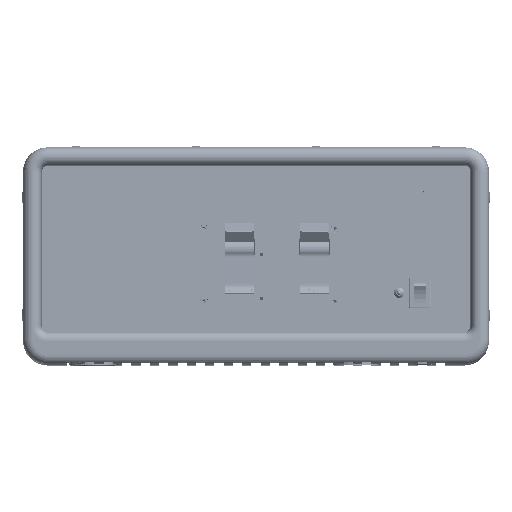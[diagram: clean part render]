
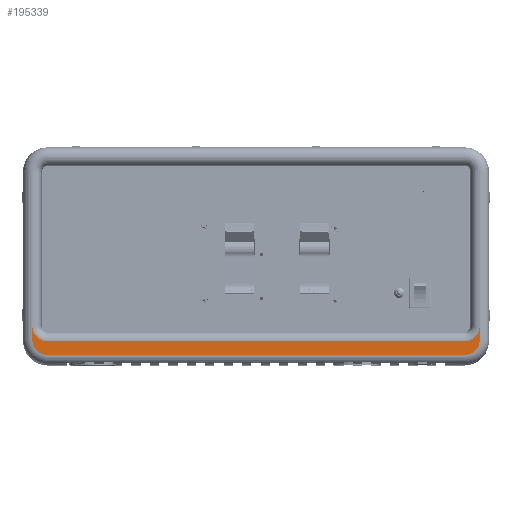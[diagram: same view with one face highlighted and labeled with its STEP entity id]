
A CAD part, top view. The second image highlights one B-rep face of the part: STEP entity #195339.
In plain terms, the highlighted planar face has unit normal (0, 0, 1).
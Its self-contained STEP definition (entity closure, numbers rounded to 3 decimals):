
#2536 = AXIS2_PLACEMENT_3D ( 'NONE', #211521, #211524, #211526 ) ;
#5289 = CARTESIAN_POINT ( 'NONE',  ( 10.42, 0.889, 7.35 ) ) ;
#5291 = DIRECTION ( 'NONE',  ( 0., 0., 1. ) ) ;
#5294 = DIRECTION ( 'NONE',  ( -1., 0., 0. ) ) ;
#28317 = CARTESIAN_POINT ( 'NONE',  ( 297.186, -9.525, 7.35 ) ) ;
#28320 = DIRECTION ( 'NONE',  ( 1., 0., 0. ) ) ;
#38393 = EDGE_LOOP ( 'NONE', ( #39520, #39513, #39508, #39551, #39545, #39560, #39537, #39532 ) ) ;
#39508 = ORIENTED_EDGE ( 'NONE', *, *, #156078, .T. ) ;
#39513 = ORIENTED_EDGE ( 'NONE', *, *, #156082, .T. ) ;
#39520 = ORIENTED_EDGE ( 'NONE', *, *, #157108, .T. ) ;
#39532 = ORIENTED_EDGE ( 'NONE', *, *, #157655, .T. ) ;
#39537 = ORIENTED_EDGE ( 'NONE', *, *, #90653, .T. ) ;
#39545 = ORIENTED_EDGE ( 'NONE', *, *, #156072, .T. ) ;
#39551 = ORIENTED_EDGE ( 'NONE', *, *, #156075, .T. ) ;
#39560 = ORIENTED_EDGE ( 'NONE', *, *, #156065, .T. ) ;
#90653 = EDGE_CURVE ( 'NONE', #257259, #127539, #143963, .T. ) ;
#126568 = VERTEX_POINT ( 'NONE', #237183 ) ;
#127211 = VERTEX_POINT ( 'NONE', #237504 ) ;
#127539 = VERTEX_POINT ( 'NONE', #237663 ) ;
#127765 = VERTEX_POINT ( 'NONE', #237863 ) ;
#128093 = CARTESIAN_POINT ( 'NONE',  ( 0.006, 116.586, 7.35 ) ) ;
#128094 = DIRECTION ( 'NONE',  ( 0., -1., 0. ) ) ;
#128116 = CARTESIAN_POINT ( 'NONE',  ( 10.42, 10.414, 7.35 ) ) ;
#128117 = DIRECTION ( 'NONE',  ( 0., 0., -1. ) ) ;
#128118 = DIRECTION ( 'NONE',  ( -1., 0., 0. ) ) ;
#128119 = DIRECTION ( 'NONE',  ( -1., 0., 0. ) ) ;
#128123 = CARTESIAN_POINT ( 'NONE',  ( 297.186, 0., 7.35 ) ) ;
#128134 = CARTESIAN_POINT ( 'NONE',  ( 297.186, 10.414, 7.35 ) ) ;
#128135 = DIRECTION ( 'NONE',  ( 0., 0., -1. ) ) ;
#128136 = DIRECTION ( 'NONE',  ( -1., 0., 0. ) ) ;
#128143 = CARTESIAN_POINT ( 'NONE',  ( 307.6, 116.586, 7.35 ) ) ;
#128144 = DIRECTION ( 'NONE',  ( 0., 1., 0. ) ) ;
#134652 = CARTESIAN_POINT ( 'NONE',  ( 0.006, 0.889, 7.35 ) ) ;
#136044 = CARTESIAN_POINT ( 'NONE',  ( 297.186, -9.525, 7.35 ) ) ;
#137681 = CARTESIAN_POINT ( 'NONE',  ( 0.006, 10.414, 7.35 ) ) ;
#137966 = CARTESIAN_POINT ( 'NONE',  ( 307.6, 0.889, 7.35 ) ) ;
#143963 = CIRCLE ( 'NONE', #253423, 10.414 ) ;
#144052 = LINE ( 'NONE', #128093, #144062 ) ;
#144062 = VECTOR ( 'NONE', #128094, 1000. ) ;
#144093 = CIRCLE ( 'NONE', #253477, 10.414 ) ;
#144101 = LINE ( 'NONE', #128123, #144120 ) ;
#144120 = VECTOR ( 'NONE', #128119, 1000. ) ;
#144132 = CIRCLE ( 'NONE', #253489, 10.414 ) ;
#144151 = LINE ( 'NONE', #128143, #144163 ) ;
#144163 = VECTOR ( 'NONE', #128144, 1000. ) ;
#145603 = CIRCLE ( 'NONE', #254374, 10.414 ) ;
#145891 = LINE ( 'NONE', #28317, #145894 ) ;
#145894 = VECTOR ( 'NONE', #28320, 1000. ) ;
#156065 = EDGE_CURVE ( 'NONE', #261292, #257259, #144052, .T. ) ;
#156072 = EDGE_CURVE ( 'NONE', #126568, #261292, #144093, .T. ) ;
#156075 = EDGE_CURVE ( 'NONE', #127211, #126568, #144101, .T. ) ;
#156078 = EDGE_CURVE ( 'NONE', #127765, #127211, #144132, .T. ) ;
#156082 = EDGE_CURVE ( 'NONE', #261587, #127765, #144151, .T. ) ;
#157108 = EDGE_CURVE ( 'NONE', #258628, #261587, #145603, .T. ) ;
#157655 = EDGE_CURVE ( 'NONE', #127539, #258628, #145891, .T. ) ;
#195339 = ADVANCED_FACE ( 'NONE', ( #246567 ), #211470, .F. ) ;
#211470 = PLANE ( 'NONE',  #2536 ) ;
#211521 = CARTESIAN_POINT ( 'NONE',  ( 297.186, 116.586, 7.35 ) ) ;
#211524 = DIRECTION ( 'NONE',  ( 0., 0., -1. ) ) ;
#211526 = DIRECTION ( 'NONE',  ( -1., 0., 0. ) ) ;
#232613 = CARTESIAN_POINT ( 'NONE',  ( 297.186, 0.889, 7.35 ) ) ;
#232619 = DIRECTION ( 'NONE',  ( 0., 0., 1. ) ) ;
#232624 = DIRECTION ( 'NONE',  ( -1., 0., 0. ) ) ;
#237183 = CARTESIAN_POINT ( 'NONE',  ( 10.42, 0., 7.35 ) ) ;
#237504 = CARTESIAN_POINT ( 'NONE',  ( 297.186, 0., 7.35 ) ) ;
#237663 = CARTESIAN_POINT ( 'NONE',  ( 10.42, -9.525, 7.35 ) ) ;
#237863 = CARTESIAN_POINT ( 'NONE',  ( 307.6, 10.414, 7.35 ) ) ;
#246567 = FACE_OUTER_BOUND ( 'NONE', #38393, .T. ) ;
#253423 = AXIS2_PLACEMENT_3D ( 'NONE', #5289, #5291, #5294 ) ;
#253477 = AXIS2_PLACEMENT_3D ( 'NONE', #128116, #128117, #128118 ) ;
#253489 = AXIS2_PLACEMENT_3D ( 'NONE', #128134, #128135, #128136 ) ;
#254374 = AXIS2_PLACEMENT_3D ( 'NONE', #232613, #232619, #232624 ) ;
#257259 = VERTEX_POINT ( 'NONE', #134652 ) ;
#258628 = VERTEX_POINT ( 'NONE', #136044 ) ;
#261292 = VERTEX_POINT ( 'NONE', #137681 ) ;
#261587 = VERTEX_POINT ( 'NONE', #137966 ) ;
